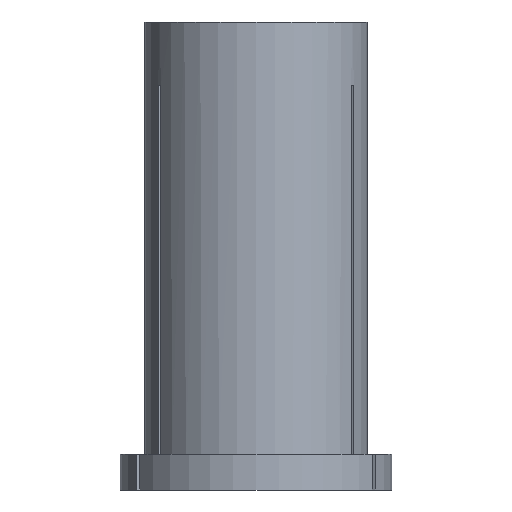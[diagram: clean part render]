
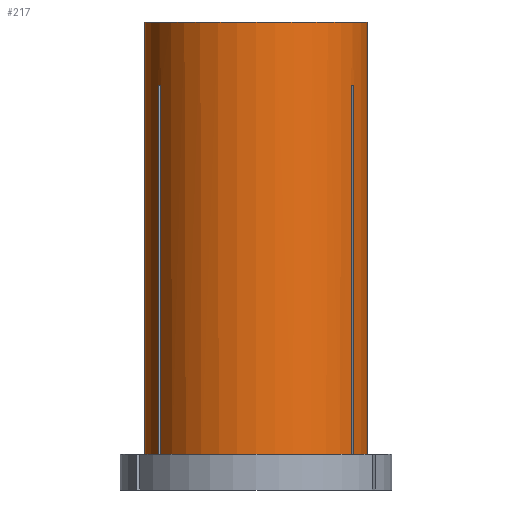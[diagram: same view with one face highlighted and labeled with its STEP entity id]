
A CAD part, front view. The second image highlights one B-rep face of the part: STEP entity #217.
In plain terms, the highlighted cylindrical face has radius 12.5 mm (diameter 25 mm), a partial arc.
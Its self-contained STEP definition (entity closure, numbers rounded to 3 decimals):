
#1 = CARTESIAN_POINT ( 'NONE',  ( 10.672, -6.508, -7.094 ) ) ;
#10 = EDGE_CURVE ( 'NONE', #369, #269, #40, .T. ) ;
#40 = B_SPLINE_CURVE_WITH_KNOTS ( 'NONE', 3,
 ( #1087, #295, #494, #946, #507 ),
 .UNSPECIFIED., .F., .F.,
 ( 4, 1, 4 ),
 ( 0.074, 0.074, 0.075 ),
 .UNSPECIFIED. ) ;
#41 = CIRCLE ( 'NONE', #650, 12.5 ) ;
#51 = EDGE_LOOP ( 'NONE', ( #1283, #714, #1287, #1284, #614, #504, #932, #167, #130, #730, #1149, #1121 ) ) ;
#64 = CARTESIAN_POINT ( 'NONE',  ( -10.672, -6.508, -7.094 ) ) ;
#85 = AXIS2_PLACEMENT_3D ( 'NONE', #267, #1258, #1041 ) ;
#95 = CIRCLE ( 'NONE', #349, 12.5 ) ;
#130 = ORIENTED_EDGE ( 'NONE', *, *, #294, .F. ) ;
#138 = CARTESIAN_POINT ( 'NONE',  ( 10.972, -5.988, -48.5 ) ) ;
#140 = DIRECTION ( 'NONE',  ( 0., 0., 1. ) ) ;
#167 = ORIENTED_EDGE ( 'NONE', *, *, #10, .T. ) ;
#181 = CARTESIAN_POINT ( 'NONE',  ( 0., 0., -48.5 ) ) ;
#209 = DIRECTION ( 'NONE',  ( 0., 0., 1. ) ) ;
#216 = CARTESIAN_POINT ( 'NONE',  ( 10.672, -6.508, 0. ) ) ;
#217 = ADVANCED_FACE ( 'NONE', ( #1118 ), #867, .T. ) ;
#234 = CIRCLE ( 'NONE', #936, 12.5 ) ;
#248 = EDGE_CURVE ( 'NONE', #602, #854, #95, .T. ) ;
#259 = CARTESIAN_POINT ( 'NONE',  ( 0., 0., -48.5 ) ) ;
#266 = CARTESIAN_POINT ( 'NONE',  ( -10.972, -5.988, 0. ) ) ;
#267 = CARTESIAN_POINT ( 'NONE',  ( 0., 0., 0. ) ) ;
#269 = VERTEX_POINT ( 'NONE', #1260 ) ;
#282 = VERTEX_POINT ( 'NONE', #138 ) ;
#294 = EDGE_CURVE ( 'NONE', #282, #269, #487, .T. ) ;
#295 = CARTESIAN_POINT ( 'NONE',  ( 10.724, -6.423, -7.093 ) ) ;
#331 = CARTESIAN_POINT ( 'NONE',  ( -10.972, -5.988, -48.5 ) ) ;
#349 = AXIS2_PLACEMENT_3D ( 'NONE', #259, #354, #441 ) ;
#354 = DIRECTION ( 'NONE',  ( 0., 0., 1. ) ) ;
#369 = VERTEX_POINT ( 'NONE', #1 ) ;
#371 = CARTESIAN_POINT ( 'NONE',  ( -10.924, -6.076, -7.093 ) ) ;
#397 = EDGE_CURVE ( 'NONE', #603, #369, #762, .T. ) ;
#407 = CARTESIAN_POINT ( 'NONE',  ( 12.5, 0., 0. ) ) ;
#436 = DIRECTION ( 'NONE',  ( 0., 0., 1. ) ) ;
#441 = DIRECTION ( 'NONE',  ( 1., 0., 0. ) ) ;
#444 = VECTOR ( 'NONE', #592, 1000. ) ;
#450 = VECTOR ( 'NONE', #453, 1000. ) ;
#453 = DIRECTION ( 'NONE',  ( 0., 0., 1. ) ) ;
#461 = CARTESIAN_POINT ( 'NONE',  ( -10.972, -5.988, -7.094 ) ) ;
#462 = CARTESIAN_POINT ( 'NONE',  ( 12.5, 0., -48.5 ) ) ;
#487 = LINE ( 'NONE', #756, #827 ) ;
#494 = CARTESIAN_POINT ( 'NONE',  ( 10.826, -6.251, -7.092 ) ) ;
#501 = VERTEX_POINT ( 'NONE', #462 ) ;
#504 = ORIENTED_EDGE ( 'NONE', *, *, #918, .T. ) ;
#507 = CARTESIAN_POINT ( 'NONE',  ( 10.972, -5.988, -7.094 ) ) ;
#514 = EDGE_CURVE ( 'NONE', #602, #1114, #668, .T. ) ;
#592 = DIRECTION ( 'NONE',  ( 0., 0., 1. ) ) ;
#602 = VERTEX_POINT ( 'NONE', #1233 ) ;
#603 = VERTEX_POINT ( 'NONE', #1208 ) ;
#614 = ORIENTED_EDGE ( 'NONE', *, *, #964, .F. ) ;
#650 = AXIS2_PLACEMENT_3D ( 'NONE', #811, #209, #963 ) ;
#655 = B_SPLINE_CURVE_WITH_KNOTS ( 'NONE', 3,
 ( #461, #371, #1290, #1143, #64 ),
 .UNSPECIFIED., .F., .F.,
 ( 4, 1, 4 ),
 ( 0.068, 0.068, 0.068 ),
 .UNSPECIFIED. ) ;
#659 = AXIS2_PLACEMENT_3D ( 'NONE', #984, #978, #1207 ) ;
#668 = LINE ( 'NONE', #687, #1193 ) ;
#681 = LINE ( 'NONE', #844, #450 ) ;
#687 = CARTESIAN_POINT ( 'NONE',  ( -12.5, 0., 0. ) ) ;
#696 = LINE ( 'NONE', #814, #1236 ) ;
#714 = ORIENTED_EDGE ( 'NONE', *, *, #248, .T. ) ;
#717 = CARTESIAN_POINT ( 'NONE',  ( -12.5, 0., 0. ) ) ;
#730 = ORIENTED_EDGE ( 'NONE', *, *, #1140, .T. ) ;
#754 = DIRECTION ( 'NONE',  ( 0., 0., 1. ) ) ;
#756 = CARTESIAN_POINT ( 'NONE',  ( 10.972, -5.988, 0. ) ) ;
#762 = LINE ( 'NONE', #216, #444 ) ;
#772 = DIRECTION ( 'NONE',  ( 0., 0., 1. ) ) ;
#811 = CARTESIAN_POINT ( 'NONE',  ( 0., 0., -48.5 ) ) ;
#814 = CARTESIAN_POINT ( 'NONE',  ( -10.672, -6.508, 0. ) ) ;
#827 = VECTOR ( 'NONE', #140, 1000. ) ;
#844 = CARTESIAN_POINT ( 'NONE',  ( 12.5, 0., 0. ) ) ;
#854 = VERTEX_POINT ( 'NONE', #331 ) ;
#867 = CYLINDRICAL_SURFACE ( 'NONE', #659, 12.5 ) ;
#882 = CARTESIAN_POINT ( 'NONE',  ( -10.672, -6.508, -7.094 ) ) ;
#918 = EDGE_CURVE ( 'NONE', #1261, #603, #234, .T. ) ;
#920 = EDGE_CURVE ( 'NONE', #501, #1264, #681, .T. ) ;
#923 = CARTESIAN_POINT ( 'NONE',  ( -10.972, -5.988, -7.094 ) ) ;
#926 = DIRECTION ( 'NONE',  ( 1., 0., 0. ) ) ;
#932 = ORIENTED_EDGE ( 'NONE', *, *, #397, .T. ) ;
#936 = AXIS2_PLACEMENT_3D ( 'NONE', #181, #1179, #926 ) ;
#946 = CARTESIAN_POINT ( 'NONE',  ( 10.924, -6.076, -7.093 ) ) ;
#951 = EDGE_CURVE ( 'NONE', #1137, #1270, #655, .T. ) ;
#963 = DIRECTION ( 'NONE',  ( 1., 0., 0. ) ) ;
#964 = EDGE_CURVE ( 'NONE', #1261, #1270, #696, .T. ) ;
#978 = DIRECTION ( 'NONE',  ( 0., 0., 1. ) ) ;
#982 = CIRCLE ( 'NONE', #85, 12.5 ) ;
#984 = CARTESIAN_POINT ( 'NONE',  ( 0., 0., 0. ) ) ;
#1006 = EDGE_CURVE ( 'NONE', #1114, #1264, #982, .T. ) ;
#1041 = DIRECTION ( 'NONE',  ( 1., 0., 0. ) ) ;
#1043 = CARTESIAN_POINT ( 'NONE',  ( -10.672, -6.508, -48.5 ) ) ;
#1087 = CARTESIAN_POINT ( 'NONE',  ( 10.672, -6.508, -7.094 ) ) ;
#1106 = EDGE_CURVE ( 'NONE', #854, #1137, #1217, .T. ) ;
#1114 = VERTEX_POINT ( 'NONE', #717 ) ;
#1118 = FACE_OUTER_BOUND ( 'NONE', #51, .T. ) ;
#1121 = ORIENTED_EDGE ( 'NONE', *, *, #1006, .F. ) ;
#1137 = VERTEX_POINT ( 'NONE', #923 ) ;
#1140 = EDGE_CURVE ( 'NONE', #282, #501, #41, .T. ) ;
#1143 = CARTESIAN_POINT ( 'NONE',  ( -10.724, -6.422, -7.093 ) ) ;
#1149 = ORIENTED_EDGE ( 'NONE', *, *, #920, .T. ) ;
#1167 = VECTOR ( 'NONE', #436, 1000. ) ;
#1179 = DIRECTION ( 'NONE',  ( 0., 0., 1. ) ) ;
#1193 = VECTOR ( 'NONE', #772, 1000. ) ;
#1207 = DIRECTION ( 'NONE',  ( 1., 0., 0. ) ) ;
#1208 = CARTESIAN_POINT ( 'NONE',  ( 10.672, -6.508, -48.5 ) ) ;
#1217 = LINE ( 'NONE', #266, #1167 ) ;
#1233 = CARTESIAN_POINT ( 'NONE',  ( -12.5, 0., -48.5 ) ) ;
#1236 = VECTOR ( 'NONE', #754, 1000. ) ;
#1258 = DIRECTION ( 'NONE',  ( 0., 0., 1. ) ) ;
#1260 = CARTESIAN_POINT ( 'NONE',  ( 10.972, -5.988, -7.094 ) ) ;
#1261 = VERTEX_POINT ( 'NONE', #1043 ) ;
#1264 = VERTEX_POINT ( 'NONE', #407 ) ;
#1270 = VERTEX_POINT ( 'NONE', #882 ) ;
#1283 = ORIENTED_EDGE ( 'NONE', *, *, #514, .F. ) ;
#1284 = ORIENTED_EDGE ( 'NONE', *, *, #951, .T. ) ;
#1287 = ORIENTED_EDGE ( 'NONE', *, *, #1106, .T. ) ;
#1290 = CARTESIAN_POINT ( 'NONE',  ( -10.827, -6.25, -7.092 ) ) ;
